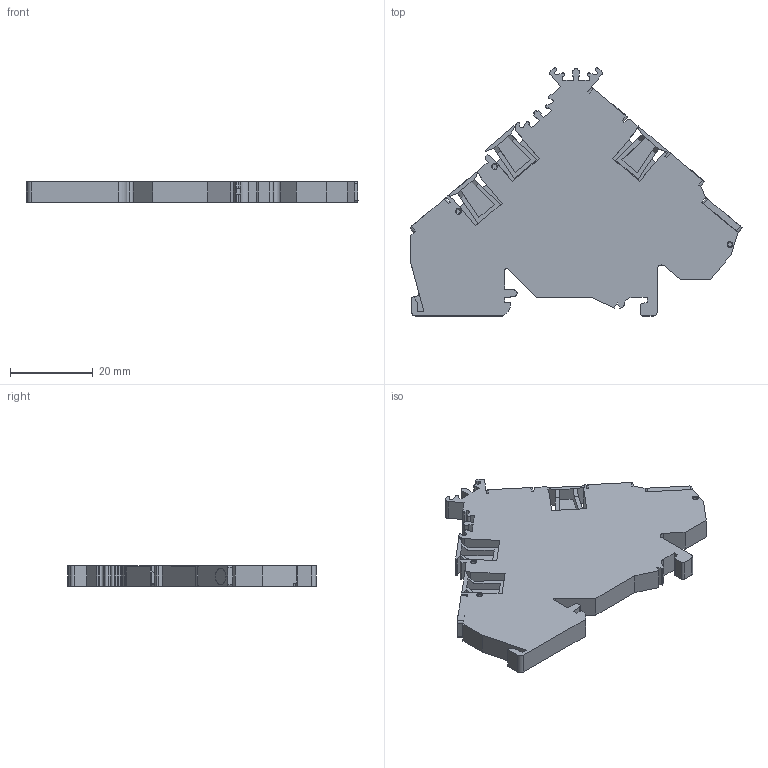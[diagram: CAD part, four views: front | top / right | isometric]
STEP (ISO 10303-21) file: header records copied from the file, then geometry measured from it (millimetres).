
FILE_DESCRIPTION((''),'2;1');
FILE_NAME('5YB576120_ASM','2023-11-17T',('dell'),(''),'PRO/ENGINEER BY PARAMETRIC TECHNOLOGY CORPORATION, 2013230','PRO/ENGINEER BY PARAMETRIC TECHNOLOGY CORPORATION, 2013230','');
FILE_SCHEMA(('AUTOMOTIVE_DESIGN { 1 0 10303 214 1 1 1 1 }'));
Length unit declared in the file: millimetre
Products named in the file (1): 5YB576120_ASM
Bounding box: 80.31 x 60 x 5 mm (x, y, z)
Volume: 13004 mm3; surface area: 8901.5 mm2
Topology: 1 solids, 20 shells, 441 faces, 1115 edges, 719 vertices
Faces by surface type: plane 279, cylinder 110, cone 46, bspline 4, torus 2
Entity records: 13451 total; most frequent: CARTESIAN_POINT 2571, DIRECTION 2232, ORIENTED_EDGE 2230, EDGE_CURVE 1115, VECTOR 818, LINE 818, VERTEX_POINT 719, AXIS2_PLACEMENT_3D 707
